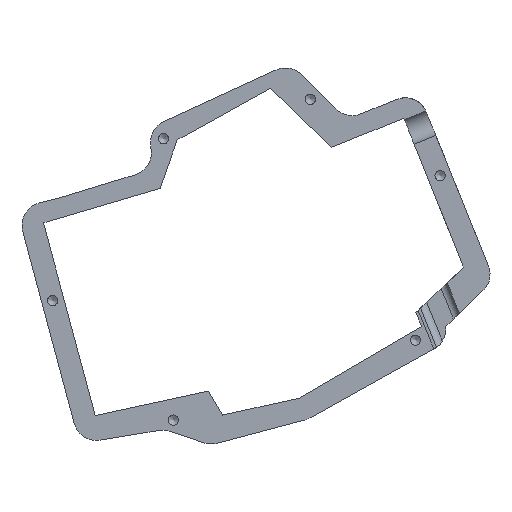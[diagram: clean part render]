
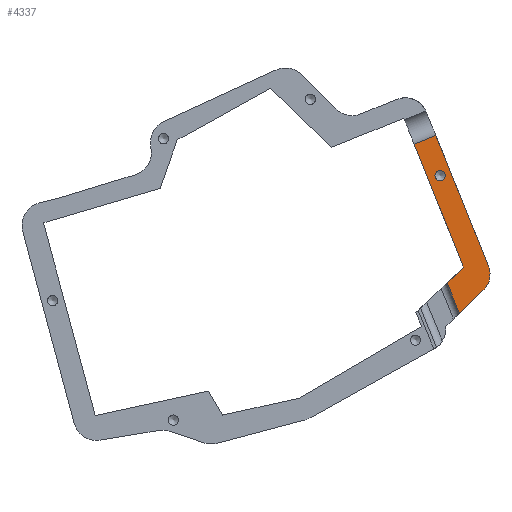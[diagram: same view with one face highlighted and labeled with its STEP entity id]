
A CAD part, front view. The second image highlights one B-rep face of the part: STEP entity #4337.
In plain terms, the highlighted planar face has unit normal (0, -1, 0).
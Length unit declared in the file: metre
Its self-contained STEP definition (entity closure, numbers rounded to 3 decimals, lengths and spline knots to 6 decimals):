
#164=CIRCLE('',#4632,0.002);
#165=CIRCLE('',#4633,0.009);
#577=ORIENTED_EDGE('',*,*,#1872,.F.);
#578=ORIENTED_EDGE('',*,*,#1863,.F.);
#579=ORIENTED_EDGE('',*,*,#1873,.T.);
#580=ORIENTED_EDGE('',*,*,#1859,.F.);
#581=ORIENTED_EDGE('',*,*,#1874,.T.);
#582=ORIENTED_EDGE('',*,*,#1849,.F.);
#583=ORIENTED_EDGE('',*,*,#1847,.F.);
#584=ORIENTED_EDGE('',*,*,#1845,.F.);
#585=ORIENTED_EDGE('',*,*,#1841,.F.);
#586=ORIENTED_EDGE('',*,*,#1875,.T.);
#1841=EDGE_CURVE('',#2490,#2491,#2867,.T.);
#1845=EDGE_CURVE('',#2491,#2493,#2871,.T.);
#1847=EDGE_CURVE('',#2493,#2494,#2873,.T.);
#1849=EDGE_CURVE('',#2494,#2495,#2875,.T.);
#1859=EDGE_CURVE('',#2503,#2499,#2882,.T.);
#1863=EDGE_CURVE('',#2507,#2508,#2886,.T.);
#1872=EDGE_CURVE('',#2515,#2515,#164,.F.);
#1873=EDGE_CURVE('',#2507,#2499,#165,.F.);
#1874=EDGE_CURVE('',#2503,#2495,#2893,.T.);
#1875=EDGE_CURVE('',#2490,#2508,#2894,.F.);
#2490=VERTEX_POINT('',#6405);
#2491=VERTEX_POINT('',#6407);
#2493=VERTEX_POINT('',#6414);
#2494=VERTEX_POINT('',#6418);
#2495=VERTEX_POINT('',#6422);
#2499=VERTEX_POINT('',#6434);
#2503=VERTEX_POINT('',#6441);
#2507=VERTEX_POINT('',#6450);
#2508=VERTEX_POINT('',#6452);
#2515=VERTEX_POINT('',#6470);
#2867=LINE('',#6406,#3317);
#2871=LINE('',#6413,#3321);
#2873=LINE('',#6417,#3323);
#2875=LINE('',#6421,#3325);
#2882=LINE('',#6442,#3332);
#2886=LINE('',#6451,#3336);
#2893=LINE('',#6472,#3343);
#2894=LINE('',#6473,#3344);
#3317=VECTOR('',#5077,1.);
#3321=VECTOR('',#5083,1.);
#3323=VECTOR('',#5087,1.);
#3325=VECTOR('',#5091,1.);
#3332=VECTOR('',#5108,1.);
#3336=VECTOR('',#5114,1.);
#3343=VECTOR('',#5133,1.);
#3344=VECTOR('',#5134,1.);
#3667=EDGE_LOOP('',(#577));
#3668=EDGE_LOOP('',(#578,#579,#580,#581,#582,#583,#584,#585,#586));
#3933=FACE_BOUND('',#3667,.T.);
#3934=FACE_BOUND('',#3668,.T.);
#4197=PLANE('',#4631);
#4337=ADVANCED_FACE('',(#3933,#3934),#4197,.F.);
#4631=AXIS2_PLACEMENT_3D('',#6468,#5127,#5128);
#4632=AXIS2_PLACEMENT_3D('',#6469,#5129,#5130);
#4633=AXIS2_PLACEMENT_3D('',#6471,#5131,#5132);
#5077=DIRECTION('',(0.725,0.,0.689));
#5083=DIRECTION('',(0.725,0.,0.689));
#5087=DIRECTION('',(-0.373,0.,0.928));
#5091=DIRECTION('',(-0.374,0.,0.928));
#5108=DIRECTION('',(0.375,0.,-0.927));
#5114=DIRECTION('',(-0.724,0.,-0.69));
#5127=DIRECTION('',(0.,1.,0.));
#5128=DIRECTION('',(1.,0.,0.));
#5129=DIRECTION('',(0.,1.,0.));
#5130=DIRECTION('',(1.,0.,0.));
#5131=DIRECTION('',(0.,1.,0.));
#5132=DIRECTION('',(1.,0.,0.));
#5133=DIRECTION('',(-0.927,0.,-0.375));
#5134=DIRECTION('',(-0.375,0.,0.927));
#6405=CARTESIAN_POINT('',(0.186669,0.00521,0.077465));
#6406=CARTESIAN_POINT('',(0.183966,0.00521,0.074897));
#6407=CARTESIAN_POINT('',(0.192602,0.00521,0.083104));
#6413=CARTESIAN_POINT('',(0.192871,0.00521,0.08336));
#6414=CARTESIAN_POINT('',(0.19314,0.00521,0.083616));
#6417=CARTESIAN_POINT('',(0.193002,0.00521,0.083961));
#6418=CARTESIAN_POINT('',(0.192863,0.00521,0.084305));
#6421=CARTESIAN_POINT('',(0.181486,0.00521,0.11255));
#6422=CARTESIAN_POINT('',(0.173783,0.00521,0.131672));
#6434=CARTESIAN_POINT('',(0.202771,0.00521,0.084185));
#6441=CARTESIAN_POINT('',(0.18221,0.00521,0.135077));
#6442=CARTESIAN_POINT('',(0.191762,0.00521,0.111434));
#6450=CARTESIAN_POINT('',(0.200633,0.00521,0.074295));
#6451=CARTESIAN_POINT('',(0.195716,0.00521,0.069614));
#6452=CARTESIAN_POINT('',(0.191473,0.00521,0.065574));
#6468=CARTESIAN_POINT('',(0.11174,0.00521,0.088667));
#6469=CARTESIAN_POINT('',(0.183911,0.00521,0.119387));
#6470=CARTESIAN_POINT('',(0.185911,0.00521,0.119387));
#6471=CARTESIAN_POINT('',(0.194427,0.00521,0.080813));
#6472=CARTESIAN_POINT('',(0.184985,0.00521,0.136198));
#6473=CARTESIAN_POINT('',(0.195335,0.00521,0.056015));
